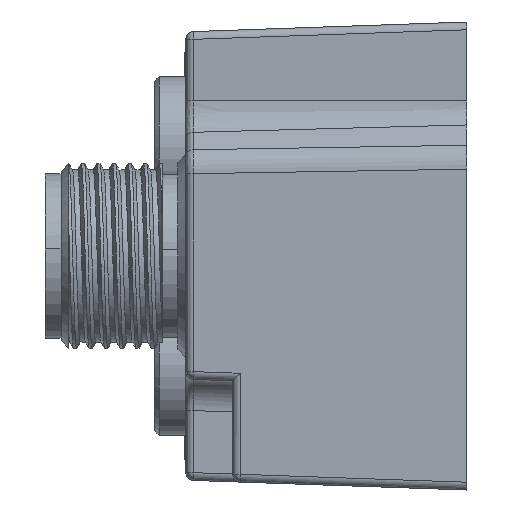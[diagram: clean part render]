
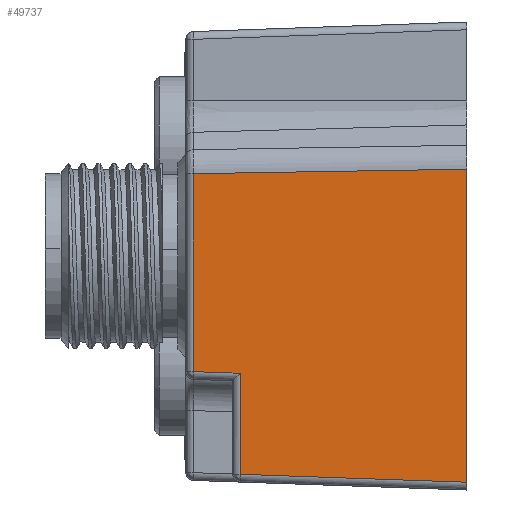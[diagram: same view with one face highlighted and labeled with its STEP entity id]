
A CAD part, left-side view. The second image highlights one B-rep face of the part: STEP entity #49737.
In plain terms, the highlighted planar face has unit normal (-0.999, 0.035, 0).
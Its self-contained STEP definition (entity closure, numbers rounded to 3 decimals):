
#1448 = CARTESIAN_POINT ( 'NONE',  ( -87.751, -1.047, 5.277 ) ) ;
#4263 = CARTESIAN_POINT ( 'NONE',  ( -87.751, -1.047, -15. ) ) ;
#4352 = VERTEX_POINT ( 'NONE', #36141 ) ;
#9838 = PLANE ( 'NONE',  #20065 ) ;
#10225 = VECTOR ( 'NONE', #52040, 1000. ) ;
#10991 = EDGE_CURVE ( 'NONE', #59551, #44235, #74634, .T. ) ;
#12404 = FACE_OUTER_BOUND ( 'NONE', #70434, .T. ) ;
#13110 = DIRECTION ( 'NONE',  ( 0., 0., -1. ) ) ;
#13185 = CARTESIAN_POINT ( 'NONE',  ( -87.855, -4.047, -15. ) ) ;
#16626 = DIRECTION ( 'NONE',  ( 0., 0., -1. ) ) ;
#17208 = ORIENTED_EDGE ( 'NONE', *, *, #18956, .T. ) ;
#18956 = EDGE_CURVE ( 'NONE', #34212, #40349, #46846, .T. ) ;
#20065 = AXIS2_PLACEMENT_3D ( 'NONE', #64891, #22207, #65148 ) ;
#20116 = ORIENTED_EDGE ( 'NONE', *, *, #21993, .T. ) ;
#21614 = DIRECTION ( 'NONE',  ( -0.035, -0.999, -0.035 ) ) ;
#21993 = EDGE_CURVE ( 'NONE', #40349, #59551, #57293, .T. ) ;
#22207 = DIRECTION ( 'NONE',  ( -0.999, 0.035, 0. ) ) ;
#23626 = ORIENTED_EDGE ( 'NONE', *, *, #25671, .T. ) ;
#25587 = CARTESIAN_POINT ( 'NONE',  ( -87.855, -4.047, -7.517 ) ) ;
#25615 = VECTOR ( 'NONE', #70199, 1000. ) ;
#25671 = EDGE_CURVE ( 'NONE', #4352, #34212, #75242, .T. ) ;
#27659 = CARTESIAN_POINT ( 'NONE',  ( -87.855, -4.047, -13.993 ) ) ;
#27883 = CARTESIAN_POINT ( 'NONE',  ( -87.855, -4.047, -13.993 ) ) ;
#30282 = VERTEX_POINT ( 'NONE', #1448 ) ;
#31046 = LINE ( 'NONE', #62331, #78225 ) ;
#34212 = VERTEX_POINT ( 'NONE', #25587 ) ;
#36141 = CARTESIAN_POINT ( 'NONE',  ( -87.751, -1.047, -7.412 ) ) ;
#38608 = LINE ( 'NONE', #4263, #54894 ) ;
#39782 = CARTESIAN_POINT ( 'NONE',  ( -88.362, -18.564, -14.5 ) ) ;
#40349 = VERTEX_POINT ( 'NONE', #27883 ) ;
#44235 = VERTEX_POINT ( 'NONE', #47615 ) ;
#46846 = LINE ( 'NONE', #13185, #79630 ) ;
#46938 = EDGE_CURVE ( 'NONE', #30282, #44235, #31046, .T. ) ;
#47615 = CARTESIAN_POINT ( 'NONE',  ( -88.362, -18.564, 5.564 ) ) ;
#49737 = ADVANCED_FACE ( 'NONE', ( #12404 ), #9838, .T. ) ;
#52040 = DIRECTION ( 'NONE',  ( -0.035, -0.999, -0.035 ) ) ;
#52163 = CARTESIAN_POINT ( 'NONE',  ( -87.751, -1.047, -7.412 ) ) ;
#54894 = VECTOR ( 'NONE', #16626, 1000. ) ;
#55514 = EDGE_CURVE ( 'NONE', #30282, #4352, #38608, .T. ) ;
#56403 = DIRECTION ( 'NONE',  ( -0.035, -0.999, 0.016 ) ) ;
#57293 = LINE ( 'NONE', #27659, #10225 ) ;
#59551 = VERTEX_POINT ( 'NONE', #39782 ) ;
#62331 = CARTESIAN_POINT ( 'NONE',  ( -88.351, -18.228, 5.558 ) ) ;
#64891 = CARTESIAN_POINT ( 'NONE',  ( -88.362, -18.564, -15. ) ) ;
#65148 = DIRECTION ( 'NONE',  ( -0.035, -0.999, 0. ) ) ;
#70199 = DIRECTION ( 'NONE',  ( 0., 0., 1. ) ) ;
#70434 = EDGE_LOOP ( 'NONE', ( #17208, #20116, #74059, #70596, #71303, #23626 ) ) ;
#70596 = ORIENTED_EDGE ( 'NONE', *, *, #46938, .F. ) ;
#70993 = CARTESIAN_POINT ( 'NONE',  ( -88.362, -18.564, 0. ) ) ;
#71303 = ORIENTED_EDGE ( 'NONE', *, *, #55514, .T. ) ;
#73296 = VECTOR ( 'NONE', #21614, 1000. ) ;
#74059 = ORIENTED_EDGE ( 'NONE', *, *, #10991, .T. ) ;
#74634 = LINE ( 'NONE', #70993, #25615 ) ;
#75242 = LINE ( 'NONE', #52163, #73296 ) ;
#78225 = VECTOR ( 'NONE', #56403, 1000. ) ;
#79630 = VECTOR ( 'NONE', #13110, 1000. ) ;
